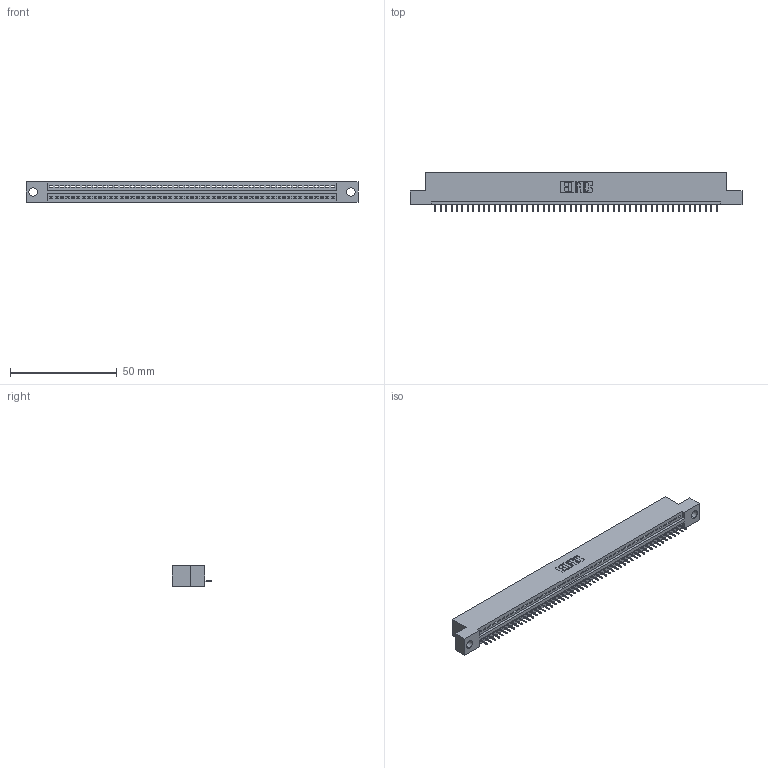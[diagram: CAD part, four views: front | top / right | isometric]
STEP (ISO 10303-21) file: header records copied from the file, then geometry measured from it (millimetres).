
FILE_DESCRIPTION (( 'STEP AP203' ), '1' );
FILE_NAME ('845-053-525-104.STEP', '2020-09-23T11:04:52', ( '' ), ( '' ), 'SwSTEP 2.0', 'SolidWorks 2020', '' );
FILE_SCHEMA (( 'CONFIG_CONTROL_DESIGN' ));
Length unit declared in the file: inch
Products named in the file (3): 845 Part_Flush Mounting Lugs - 0.156 Dia-TH; 345-292-001_345-293-125; 845-053-525-104
Assembly tree (54 placements, depth 2):
  845-053-525-104
    845 Part_Flush Mounting Lugs - 0.156 Dia-TH
    345-292-001_345-293-125  x53
Bounding box: 155.83 x 18.72 x 9.4 mm (x, y, z)
Volume: 14586.7 mm3; surface area: 18621 mm2
Topology: 54 solids, 54 shells, 3412 faces, 9881 edges, 6374 vertices
Faces by surface type: plane 2518, cylinder 894
Entity records: 38485 total; most frequent: CARTESIAN_POINT 6671, ORIENTED_EDGE 6658, DIRECTION 5811, EDGE_CURVE 3329, VECTOR 2989, LINE 2989, VERTEX_POINT 2214, AXIS2_PLACEMENT_3D 1411
